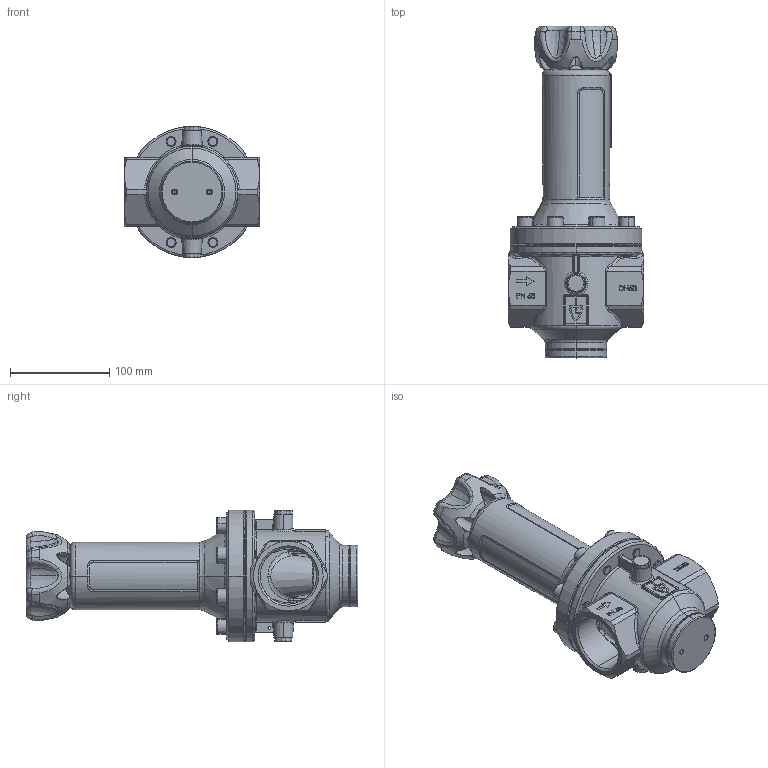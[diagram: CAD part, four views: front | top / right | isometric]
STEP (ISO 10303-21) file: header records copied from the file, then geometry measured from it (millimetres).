
FILE_DESCRIPTION (( 'STEP AP214' ), '1' );
FILE_NAME ('684-50-f+f-50+50.STEP', '2015-11-26T16:09:12', ( '' ), ( '' ), 'SwSTEP 2.0', 'SolidWorks 2014', '' );
FILE_SCHEMA (( 'AUTOMOTIVE_DESIGN' ));
Length unit declared in the file: millimetre
Products named in the file (1): 684-50-f+f-50+50
Bounding box: 136 x 333.8 x 132 mm (x, y, z)
Volume: 1053908.3 mm3; surface area: 295376.5 mm2
Topology: 20 solids, 20 shells, 2252 faces, 5593 edges, 3403 vertices
Faces by surface type: plane 676, bspline 583, cylinder 549, torus 213, cone 181, sphere 50
Entity records: 140128 total; most frequent: CARTESIAN_POINT 66496, ORIENTED_EDGE 11038, DIRECTION 8700, EDGE_CURVE 5519, VERTEX_POINT 3403, AXIS2_PLACEMENT_3D 3331, EDGE_LOOP 2410, UNCERTAINTY_MEASURE_WITH_UNIT 2274
